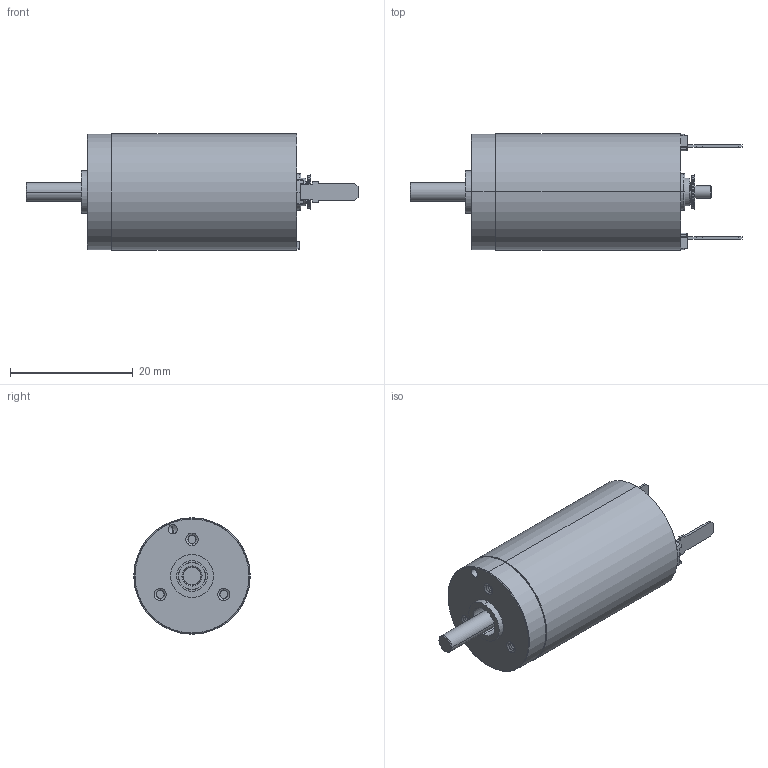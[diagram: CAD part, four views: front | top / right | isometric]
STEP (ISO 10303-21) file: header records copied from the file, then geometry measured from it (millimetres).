
FILE_DESCRIPTION(('STEP AP214'),'1');
FILE_NAME('cctmp_66B31C48-6D2C-423F-96E5-CCB0C3E6F1A3_2023_1_17_0_59_37_217..stp','2023-01-16T23:59:37',('maxon motor ag'),('CADClick - www.CADClick.com'),'Spatial InterOp 3D',' ','unknown authorization');
FILE_SCHEMA(('AUTOMOTIVE_DESIGN'));
Length unit declared in the file: millimetre
Products named in the file (6): 0
Assembly tree (5 placements, depth 2):
  (unnamed)
    0
    0
    0
    0
    0
Bounding box: 54.2 x 19 x 19 mm (x, y, z)
Volume: 4406.5 mm3; surface area: 6426.8 mm2
Topology: 11 solids, 12 shells, 1035 faces, 2688 edges, 1745 vertices
Faces by surface type: plane 577, cylinder 299, cone 80, torus 44, bspline 27, sphere 8
Entity records: 40979 total; most frequent: CARTESIAN_POINT 6559, DIRECTION 5467, ORIENTED_EDGE 5362, EDGE_CURVE 2681, LINE 1839, VECTOR 1839, AXIS2_PLACEMENT_3D 1814, VERTEX_POINT 1745
